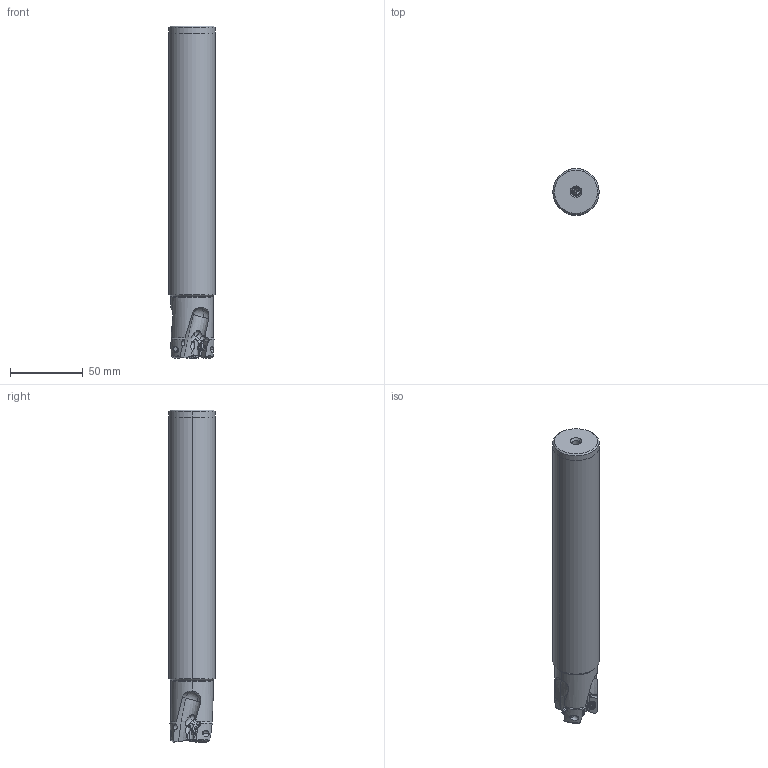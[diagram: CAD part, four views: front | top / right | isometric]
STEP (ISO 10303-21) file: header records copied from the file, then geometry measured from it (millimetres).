
FILE_DESCRIPTION(/* description */ (''),/* implementation_level */ '2;1');
FILE_NAME(/* name */ 'APX4000UR203SA20LB.stp',/* time_stamp */ '2021-09-08T11:43:15+09:00',/* author */ (''),/* organization */ (''),/* preprocessor_version */ 'ST-DEVELOPER v16',/* originating_system */ 'SIEMENS PLM Software NX 10.0',/* authorisation */ '');
FILE_SCHEMA (('AUTOMOTIVE_DESIGN { 1 0 10303 214 3 1 1 1 }'));
Length unit declared in the file: millimetre
Products named in the file (1): APX4000UR203SA20LB_ASM
Bounding box: 31.75 x 31.75 x 227.46 mm (x, y, z)
Volume: 159824.7 mm3; surface area: 29079.3 mm2
Topology: 4 solids, 4 shells, 263 faces, 802 edges, 560 vertices
Faces by surface type: cylinder 113, plane 60, cone 43, torus 23, sphere 18, bspline 6
Entity records: 14030 total; most frequent: CARTESIAN_POINT 6738, ORIENTED_EDGE 1576, DIRECTION 1444, EDGE_CURVE 788, AXIS2_PLACEMENT_3D 632, VERTEX_POINT 535, CIRCLE 308, EDGE_LOOP 277
